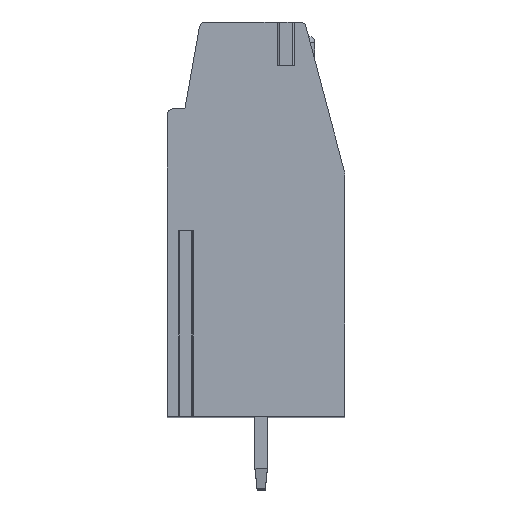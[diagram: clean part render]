
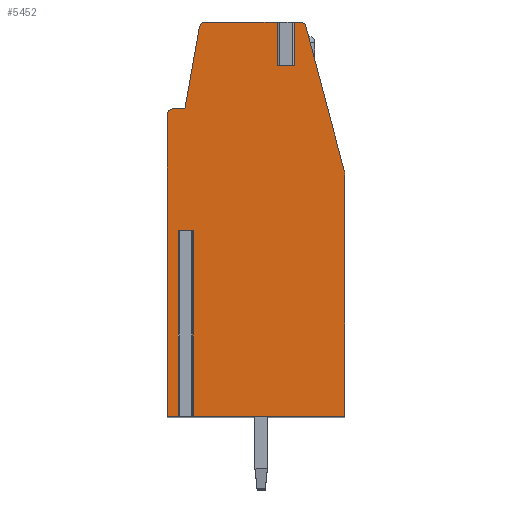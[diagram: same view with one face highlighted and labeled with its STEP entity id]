
A CAD part, top view. The second image highlights one B-rep face of the part: STEP entity #5452.
In plain terms, the highlighted planar face has unit normal (0, 0, 1).
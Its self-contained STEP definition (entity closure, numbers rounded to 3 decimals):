
#13=DIRECTION('',(-1.,0.,0.));
#14=VECTOR('',#13,0.743);
#15=CARTESIAN_POINT('',(-3.029,-0.55,38.1));
#16=LINE('',#15,#14);
#17=DIRECTION('',(0.,-1.,0.));
#18=VECTOR('',#17,9.);
#19=CARTESIAN_POINT('',(-3.771,-0.55,38.1));
#20=LINE('',#19,#18);
#21=DIRECTION('',(1.,0.,0.));
#22=VECTOR('',#21,0.529);
#23=CARTESIAN_POINT('',(-4.3,-9.55,38.1));
#24=LINE('',#23,#22);
#25=DIRECTION('',(0.,-1.,0.));
#26=VECTOR('',#25,14.6);
#27=CARTESIAN_POINT('',(-4.3,5.05,38.1));
#28=LINE('',#27,#26);
#29=CARTESIAN_POINT('',(-4.,5.05,38.1));
#30=DIRECTION('',(0.,0.,1.));
#31=DIRECTION('',(0.,1.,0.));
#32=AXIS2_PLACEMENT_3D('',#29,#30,#31);
#34=DIRECTION('',(-1.,0.,0.));
#35=VECTOR('',#34,0.558);
#36=CARTESIAN_POINT('',(-3.442,5.35,38.1));
#37=LINE('',#36,#35);
#38=DIRECTION('',(-0.174,-0.985,0.));
#39=VECTOR('',#38,4.013);
#40=CARTESIAN_POINT('',(-2.746,9.302,38.1));
#41=LINE('',#40,#39);
#42=CARTESIAN_POINT('',(-2.45,9.25,38.1));
#43=DIRECTION('',(0.,0.,1.));
#44=DIRECTION('',(0.,1.,0.));
#45=AXIS2_PLACEMENT_3D('',#42,#43,#44);
#47=DIRECTION('',(-1.,0.,0.));
#48=VECTOR('',#47,3.669);
#49=CARTESIAN_POINT('',(1.219,9.55,38.1));
#50=LINE('',#49,#48);
#51=DIRECTION('',(0.,-1.,0.));
#52=VECTOR('',#51,2.1);
#53=CARTESIAN_POINT('',(1.219,9.55,38.1));
#54=LINE('',#53,#52);
#55=DIRECTION('',(-1.,0.,0.));
#56=VECTOR('',#55,0.46);
#57=CARTESIAN_POINT('',(1.679,7.45,38.1));
#58=LINE('',#57,#56);
#59=DIRECTION('',(0.,-1.,0.));
#60=VECTOR('',#59,2.1);
#61=CARTESIAN_POINT('',(1.679,9.55,38.1));
#62=LINE('',#61,#60);
#63=DIRECTION('',(-1.,0.,0.));
#64=VECTOR('',#63,0.447);
#65=CARTESIAN_POINT('',(2.126,9.55,38.1));
#66=LINE('',#65,#64);
#67=CARTESIAN_POINT('',(2.126,9.25,38.1));
#68=DIRECTION('',(0.,0.,1.));
#69=DIRECTION('',(0.966,0.257,0.));
#70=AXIS2_PLACEMENT_3D('',#67,#68,#69);
#72=CARTESIAN_POINT('',(3.3,2.119,38.1));
#73=DIRECTION('',(0.,0.,1.));
#74=DIRECTION('',(1.,0.,0.));
#75=AXIS2_PLACEMENT_3D('',#72,#73,#74);
#77=DIRECTION('',(0.,1.,0.));
#78=VECTOR('',#77,11.669);
#79=CARTESIAN_POINT('',(4.3,-9.55,38.1));
#80=LINE('',#79,#78);
#81=DIRECTION('',(1.,0.,0.));
#82=VECTOR('',#81,7.329);
#83=CARTESIAN_POINT('',(-3.029,-9.55,38.1));
#84=LINE('',#83,#82);
#85=DIRECTION('',(0.,-1.,0.));
#86=VECTOR('',#85,9.);
#87=CARTESIAN_POINT('',(-3.029,-0.55,38.1));
#88=LINE('',#87,#86);
#377=DIRECTION('',(-0.257,0.966,0.));
#378=VECTOR('',#377,7.193);
#379=CARTESIAN_POINT('',(4.266,2.376,38.1));
#380=LINE('',#379,#378);
#4291=CARTESIAN_POINT('',(4.3,-9.55,38.1));
#4292=CARTESIAN_POINT('',(4.3,2.119,38.1));
#4293=VERTEX_POINT('',#4291);
#4294=VERTEX_POINT('',#4292);
#4295=CARTESIAN_POINT('',(4.266,2.376,38.1));
#4296=VERTEX_POINT('',#4295);
#4297=CARTESIAN_POINT('',(2.416,9.327,38.1));
#4298=CARTESIAN_POINT('',(2.126,9.55,38.1));
#4299=VERTEX_POINT('',#4297);
#4300=VERTEX_POINT('',#4298);
#4301=CARTESIAN_POINT('',(-2.45,9.55,38.1));
#4302=CARTESIAN_POINT('',(-2.746,9.302,38.1));
#4303=VERTEX_POINT('',#4301);
#4304=VERTEX_POINT('',#4302);
#4305=CARTESIAN_POINT('',(-3.442,5.35,38.1));
#4306=VERTEX_POINT('',#4305);
#4307=CARTESIAN_POINT('',(-4.,5.35,38.1));
#4308=VERTEX_POINT('',#4307);
#4309=CARTESIAN_POINT('',(-4.3,5.05,38.1));
#4310=VERTEX_POINT('',#4309);
#4311=CARTESIAN_POINT('',(-4.3,-9.55,38.1));
#4312=VERTEX_POINT('',#4311);
#4375=CARTESIAN_POINT('',(1.679,7.45,38.1));
#4376=CARTESIAN_POINT('',(1.219,7.45,38.1));
#4377=VERTEX_POINT('',#4375);
#4378=VERTEX_POINT('',#4376);
#4379=CARTESIAN_POINT('',(1.219,9.55,38.1));
#4380=VERTEX_POINT('',#4379);
#4381=CARTESIAN_POINT('',(1.679,9.55,38.1));
#4382=VERTEX_POINT('',#4381);
#4395=CARTESIAN_POINT('',(-3.029,-0.55,38.1));
#4396=CARTESIAN_POINT('',(-3.771,-0.55,38.1));
#4397=VERTEX_POINT('',#4395);
#4398=VERTEX_POINT('',#4396);
#4399=CARTESIAN_POINT('',(-3.029,-9.55,38.1));
#4400=VERTEX_POINT('',#4399);
#4401=CARTESIAN_POINT('',(-3.771,-9.55,38.1));
#4402=VERTEX_POINT('',#4401);
#5407=CARTESIAN_POINT('',(0.,0.,38.1));
#5408=DIRECTION('',(0.,0.,1.));
#5409=DIRECTION('',(1.,0.,0.));
#5410=AXIS2_PLACEMENT_3D('',#5407,#5408,#5409);
#5411=PLANE('',#5410);
#5413=ORIENTED_EDGE('',*,*,#5412,.T.);
#5415=ORIENTED_EDGE('',*,*,#5414,.T.);
#5417=ORIENTED_EDGE('',*,*,#5416,.F.);
#5419=ORIENTED_EDGE('',*,*,#5418,.F.);
#5421=ORIENTED_EDGE('',*,*,#5420,.F.);
#5423=ORIENTED_EDGE('',*,*,#5422,.F.);
#5425=ORIENTED_EDGE('',*,*,#5424,.F.);
#5427=ORIENTED_EDGE('',*,*,#5426,.F.);
#5429=ORIENTED_EDGE('',*,*,#5428,.F.);
#5431=ORIENTED_EDGE('',*,*,#5430,.T.);
#5433=ORIENTED_EDGE('',*,*,#5432,.F.);
#5435=ORIENTED_EDGE('',*,*,#5434,.F.);
#5437=ORIENTED_EDGE('',*,*,#5436,.F.);
#5439=ORIENTED_EDGE('',*,*,#5438,.F.);
#5441=ORIENTED_EDGE('',*,*,#5440,.F.);
#5443=ORIENTED_EDGE('',*,*,#5442,.F.);
#5445=ORIENTED_EDGE('',*,*,#5444,.F.);
#5447=ORIENTED_EDGE('',*,*,#5446,.F.);
#5449=ORIENTED_EDGE('',*,*,#5448,.F.);
#5450=EDGE_LOOP('',(#5413,#5415,#5417,#5419,#5421,#5423,#5425,#5427,#5429,#5431,
#5433,#5435,#5437,#5439,#5441,#5443,#5445,#5447,#5449));
#5451=FACE_OUTER_BOUND('',#5450,.F.);
#33=CIRCLE('',#32,0.3);
#46=CIRCLE('',#45,0.3);
#71=CIRCLE('',#70,0.3);
#76=CIRCLE('',#75,1.);
#5412=EDGE_CURVE('',#4397,#4398,#16,.T.);
#5414=EDGE_CURVE('',#4398,#4402,#20,.T.);
#5416=EDGE_CURVE('',#4312,#4402,#24,.T.);
#5418=EDGE_CURVE('',#4310,#4312,#28,.T.);
#5420=EDGE_CURVE('',#4308,#4310,#33,.T.);
#5422=EDGE_CURVE('',#4306,#4308,#37,.T.);
#5424=EDGE_CURVE('',#4304,#4306,#41,.T.);
#5426=EDGE_CURVE('',#4303,#4304,#46,.T.);
#5428=EDGE_CURVE('',#4380,#4303,#50,.T.);
#5430=EDGE_CURVE('',#4380,#4378,#54,.T.);
#5432=EDGE_CURVE('',#4377,#4378,#58,.T.);
#5434=EDGE_CURVE('',#4382,#4377,#62,.T.);
#5436=EDGE_CURVE('',#4300,#4382,#66,.T.);
#5438=EDGE_CURVE('',#4299,#4300,#71,.T.);
#5440=EDGE_CURVE('',#4296,#4299,#380,.T.);
#5442=EDGE_CURVE('',#4294,#4296,#76,.T.);
#5444=EDGE_CURVE('',#4293,#4294,#80,.T.);
#5446=EDGE_CURVE('',#4400,#4293,#84,.T.);
#5448=EDGE_CURVE('',#4397,#4400,#88,.T.);
#5452=ADVANCED_FACE('',(#5451),#5411,.T.);
